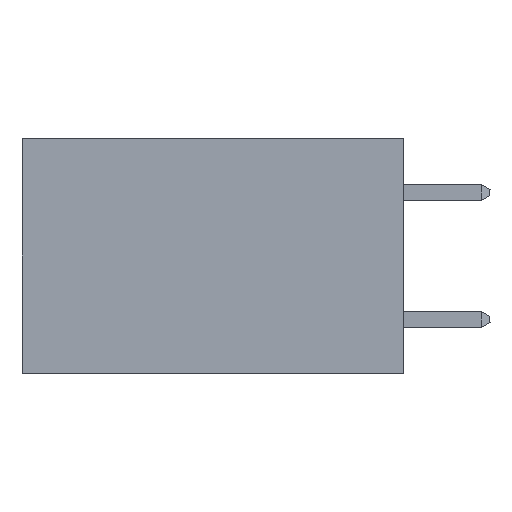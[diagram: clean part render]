
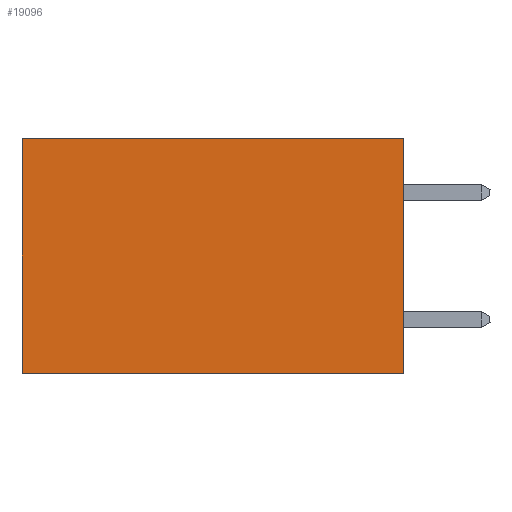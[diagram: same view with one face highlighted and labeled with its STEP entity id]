
A CAD part, left-side view. The second image highlights one B-rep face of the part: STEP entity #19096.
In plain terms, the highlighted planar face has unit normal (-1, 0, 0).
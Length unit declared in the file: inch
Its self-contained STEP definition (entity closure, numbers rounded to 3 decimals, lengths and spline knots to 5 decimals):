
#216 = EDGE_CURVE ( 'NONE', #1362, #343, #21283, .T. ) ;
#343 = VERTEX_POINT ( 'NONE', #31752 ) ;
#547 = PLANE ( 'NONE',  #21493 ) ;
#1070 = DIRECTION ( 'NONE',  ( 0., 1., 0. ) ) ;
#1362 = VERTEX_POINT ( 'NONE', #13320 ) ;
#4190 = VECTOR ( 'NONE', #7651, 39.37008 ) ;
#4651 = LINE ( 'NONE', #25428, #4190 ) ;
#7626 = VECTOR ( 'NONE', #14169, 39.37008 ) ;
#7651 = DIRECTION ( 'NONE',  ( 0., 1., 0. ) ) ;
#7742 = CARTESIAN_POINT ( 'NONE',  ( 0.2875, 0., 0. ) ) ;
#8660 = EDGE_LOOP ( 'NONE', ( #27728, #14740, #14522, #23825 ) ) ;
#10660 = CARTESIAN_POINT ( 'NONE',  ( 0.2875, 0., 0. ) ) ;
#11293 = VERTEX_POINT ( 'NONE', #12924 ) ;
#12924 = CARTESIAN_POINT ( 'NONE',  ( 0.2875, 0.6, -0.37 ) ) ;
#13320 = CARTESIAN_POINT ( 'NONE',  ( 0.2875, 0., 0. ) ) ;
#14169 = DIRECTION ( 'NONE',  ( 0., 0., -1. ) ) ;
#14522 = ORIENTED_EDGE ( 'NONE', *, *, #216, .F. ) ;
#14740 = ORIENTED_EDGE ( 'NONE', *, *, #31996, .F. ) ;
#15164 = FACE_OUTER_BOUND ( 'NONE', #8660, .T. ) ;
#19096 = ADVANCED_FACE ( 'NONE', ( #15164 ), #547, .F. ) ;
#21214 = DIRECTION ( 'NONE',  ( 0., 0., -1. ) ) ;
#21283 = LINE ( 'NONE', #7742, #7626 ) ;
#21493 = AXIS2_PLACEMENT_3D ( 'NONE', #10660, #25925, #29353 ) ;
#23825 = ORIENTED_EDGE ( 'NONE', *, *, #36477, .T. ) ;
#23833 = EDGE_CURVE ( 'NONE', #35492, #11293, #29426, .T. ) ;
#25428 = CARTESIAN_POINT ( 'NONE',  ( 0.2875, 0., 0. ) ) ;
#25925 = DIRECTION ( 'NONE',  ( 1., 0., 0. ) ) ;
#27384 = LINE ( 'NONE', #30153, #35570 ) ;
#27609 = VECTOR ( 'NONE', #21214, 39.37008 ) ;
#27728 = ORIENTED_EDGE ( 'NONE', *, *, #23833, .T. ) ;
#29353 = DIRECTION ( 'NONE',  ( 0., 0., -1. ) ) ;
#29426 = LINE ( 'NONE', #36217, #27609 ) ;
#30153 = CARTESIAN_POINT ( 'NONE',  ( 0.2875, 0., -0.37 ) ) ;
#31752 = CARTESIAN_POINT ( 'NONE',  ( 0.2875, 0., -0.37 ) ) ;
#31996 = EDGE_CURVE ( 'NONE', #343, #11293, #27384, .T. ) ;
#35492 = VERTEX_POINT ( 'NONE', #35811 ) ;
#35570 = VECTOR ( 'NONE', #1070, 39.37008 ) ;
#35811 = CARTESIAN_POINT ( 'NONE',  ( 0.2875, 0.6, 0. ) ) ;
#36217 = CARTESIAN_POINT ( 'NONE',  ( 0.2875, 0.6, 0. ) ) ;
#36477 = EDGE_CURVE ( 'NONE', #1362, #35492, #4651, .T. ) ;
